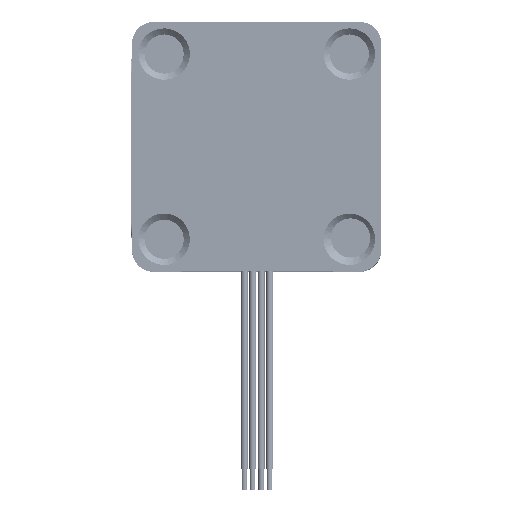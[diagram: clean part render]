
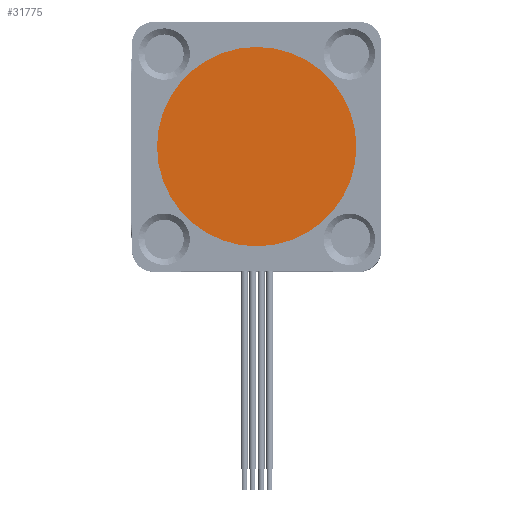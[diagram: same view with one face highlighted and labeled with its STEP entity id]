
A CAD part, top view. The second image highlights one B-rep face of the part: STEP entity #31775.
In plain terms, the highlighted planar face has unit normal (0, 0, 1).
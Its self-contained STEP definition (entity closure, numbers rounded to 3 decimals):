
#6648=PLANE('',#35383);
#8535=FACE_OUTER_BOUND('',#10421,.T.);
#10421=EDGE_LOOP('',(#29018));
#12190=CIRCLE('',#35380,14.);
#15255=VERTEX_POINT('',#57606);
#19854=EDGE_CURVE('',#15255,#15255,#12190,.T.);
#29018=ORIENTED_EDGE('',*,*,#19854,.T.);
#31775=ADVANCED_FACE('',(#8535),#6648,.T.);
#35380=AXIS2_PLACEMENT_3D('',#57607,#45238,#45239);
#35383=AXIS2_PLACEMENT_3D('',#57611,#45244,#45245);
#45238=DIRECTION('center_axis',(0.,0.,1.));
#45239=DIRECTION('ref_axis',(-1.,0.,0.));
#45244=DIRECTION('center_axis',(0.,0.,1.));
#45245=DIRECTION('ref_axis',(1.,0.,0.));
#57606=CARTESIAN_POINT('',(14.,0.,0.05));
#57607=CARTESIAN_POINT('Origin',(0.,0.,0.05));
#57611=CARTESIAN_POINT('Origin',(0.,0.,
0.05));
